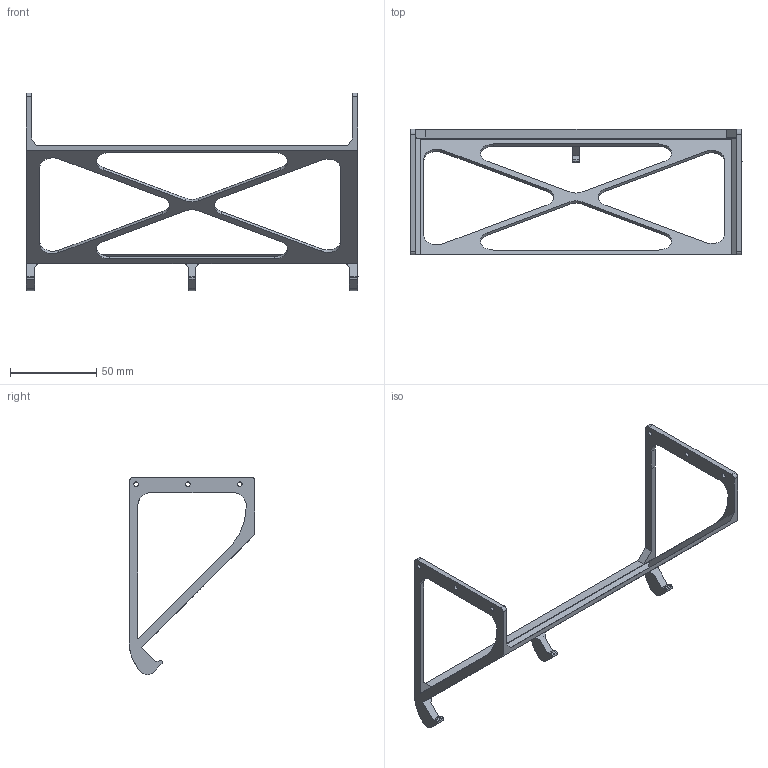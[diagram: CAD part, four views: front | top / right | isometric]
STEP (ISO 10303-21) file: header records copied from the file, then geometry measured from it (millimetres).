
FILE_DESCRIPTION(/* description */ (''),/* implementation_level */ '2;1');
FILE_NAME(/* name */ 'UFC Screen Mounting Frame v2.step',/* time_stamp */ '2019-03-25T08:28:25+00:00',/* author */ ('Neil.g.a.larmour'),/* organization */ (''),/* preprocessor_version */ 'ST-DEVELOPER v17.2',/* originating_system */ 'Autodesk Translation Framework v7.6.0.251',/* authorisation */ '');
FILE_SCHEMA (('AUTOMOTIVE_DESIGN { 1 0 10303 214 3 1 1 }'));
Length unit declared in the file: millimetre
Products named in the file (1): UFC Screen Mounting Frame
Bounding box: 192 x 72.71 x 114.22 mm (x, y, z)
Volume: 27948.3 mm3; surface area: 27287.4 mm2
Topology: 1 solids, 1 shells, 109 faces, 318 edges, 209 vertices
Faces by surface type: plane 60, cylinder 35, bspline 14
Full cylindrical faces by diameter (mm): 2.6 x6
Entity records: 4063 total; most frequent: CARTESIAN_POINT 1117, ORIENTED_EDGE 636, DIRECTION 562, EDGE_CURVE 318, LINE 214, VECTOR 214, VERTEX_POINT 209, AXIS2_PLACEMENT_3D 174
